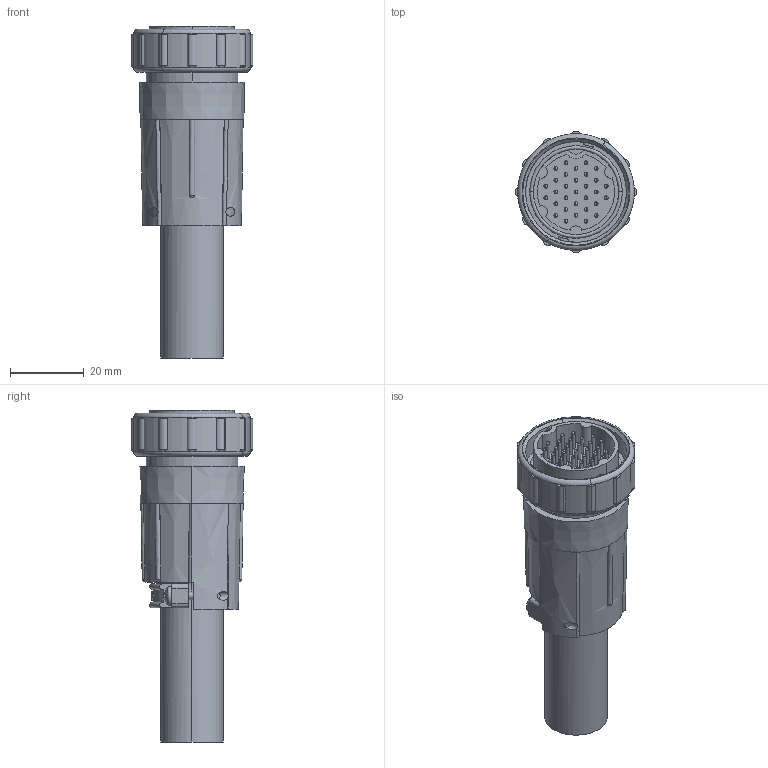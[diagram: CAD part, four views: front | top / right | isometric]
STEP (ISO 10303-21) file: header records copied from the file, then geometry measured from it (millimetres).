
FILE_DESCRIPTION (( 'STEP AP203' ), '1' );
FILE_NAME ('23280-31PG-350.STEP', '2013-10-01T14:07:12', ( 'J0FPBF1' ), ( '' ), 'SwSTEP 2.0', 'SolidWorks 2012', '' );
FILE_SCHEMA (( 'CONFIG_CONTROL_DESIGN' ));
Length unit declared in the file: inch
Products named in the file (1): 23280-31PG-350
Bounding box: 33.01 x 33.02 x 90.3 mm (x, y, z)
Volume: 30938.7 mm3; surface area: 12929.1 mm2
Topology: 1 solids, 1 shells, 373 faces, 987 edges, 646 vertices
Faces by surface type: cylinder 137, plane 117, sphere 66, torus 24, bspline 23, cone 6
Entity records: 13225 total; most frequent: CARTESIAN_POINT 4244, ORIENTED_EDGE 1926, DIRECTION 1780, EDGE_CURVE 963, AXIS2_PLACEMENT_3D 722, VERTEX_POINT 646, EDGE_LOOP 431, FACE_OUTER_BOUND 373
